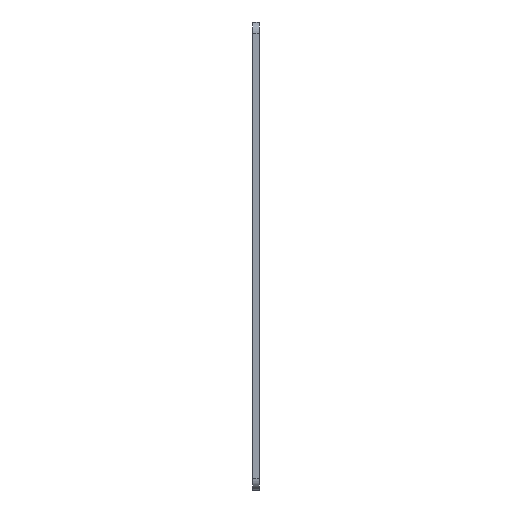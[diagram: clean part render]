
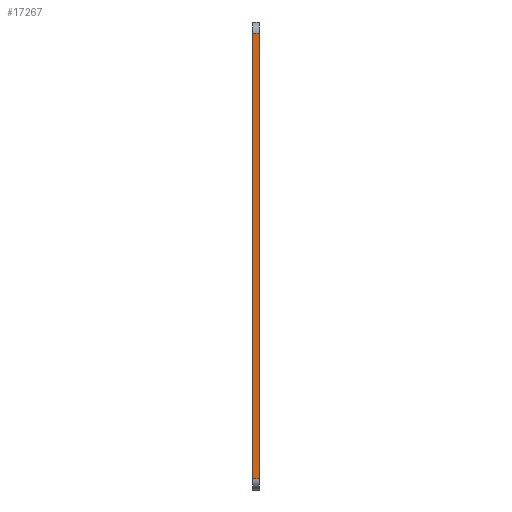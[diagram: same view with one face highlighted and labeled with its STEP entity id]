
A CAD part, left-side view. The second image highlights one B-rep face of the part: STEP entity #17267.
In plain terms, the highlighted planar face has unit normal (-1, 0, 0).
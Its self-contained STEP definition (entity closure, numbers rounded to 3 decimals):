
#652 = CARTESIAN_POINT ( 'NONE',  ( 209.441, 1.5, -81.45 ) ) ;
#747 = EDGE_CURVE ( 'NONE', #1195, #8004, #4874, .T. ) ;
#927 = EDGE_LOOP ( 'NONE', ( #1744, #19914, #6744, #8368 ) ) ;
#978 = LINE ( 'NONE', #7725, #7288 ) ;
#1195 = VERTEX_POINT ( 'NONE', #9907 ) ;
#1744 = ORIENTED_EDGE ( 'NONE', *, *, #19534, .T. ) ;
#1898 = VECTOR ( 'NONE', #21647, 1000. ) ;
#2528 = CARTESIAN_POINT ( 'NONE',  ( 209.441, 0., -182.3 ) ) ;
#3475 = VERTEX_POINT ( 'NONE', #652 ) ;
#4065 = DIRECTION ( 'NONE',  ( 0., 0., 1. ) ) ;
#4153 = DIRECTION ( 'NONE',  ( 0., 0., -1. ) ) ;
#4364 = CARTESIAN_POINT ( 'NONE',  ( 209.441, 0., -81.45 ) ) ;
#4874 = LINE ( 'NONE', #11332, #1898 ) ;
#5288 = DIRECTION ( 'NONE',  ( 0., -1., 0. ) ) ;
#6256 = FACE_OUTER_BOUND ( 'NONE', #927, .T. ) ;
#6744 = ORIENTED_EDGE ( 'NONE', *, *, #16965, .F. ) ;
#7288 = VECTOR ( 'NONE', #7624, 1000. ) ;
#7598 = DIRECTION ( 'NONE',  ( 1., 0., 0. ) ) ;
#7624 = DIRECTION ( 'NONE',  ( 0., 0., 1. ) ) ;
#7725 = CARTESIAN_POINT ( 'NONE',  ( 209.441, 1.5, -182.3 ) ) ;
#7919 = VECTOR ( 'NONE', #5288, 1000. ) ;
#8004 = VERTEX_POINT ( 'NONE', #2528 ) ;
#8368 = ORIENTED_EDGE ( 'NONE', *, *, #747, .T. ) ;
#9907 = CARTESIAN_POINT ( 'NONE',  ( 209.441, 1.5, -182.3 ) ) ;
#11172 = CARTESIAN_POINT ( 'NONE',  ( 209.441, 1.5, -182.3 ) ) ;
#11290 = CARTESIAN_POINT ( 'NONE',  ( 209.441, 0., -182.3 ) ) ;
#11332 = CARTESIAN_POINT ( 'NONE',  ( 209.441, 1.5, -182.3 ) ) ;
#12049 = EDGE_CURVE ( 'NONE', #3475, #15986, #15437, .T. ) ;
#13534 = CARTESIAN_POINT ( 'NONE',  ( 209.441, 1.5, -81.45 ) ) ;
#15437 = LINE ( 'NONE', #13534, #7919 ) ;
#15972 = LINE ( 'NONE', #11290, #21117 ) ;
#15986 = VERTEX_POINT ( 'NONE', #4364 ) ;
#16536 = AXIS2_PLACEMENT_3D ( 'NONE', #11172, #7598, #4153 ) ;
#16965 = EDGE_CURVE ( 'NONE', #1195, #3475, #978, .T. ) ;
#17267 = ADVANCED_FACE ( 'NONE', ( #6256 ), #18045, .F. ) ;
#18045 = PLANE ( 'NONE',  #16536 ) ;
#19534 = EDGE_CURVE ( 'NONE', #8004, #15986, #15972, .T. ) ;
#19914 = ORIENTED_EDGE ( 'NONE', *, *, #12049, .F. ) ;
#21117 = VECTOR ( 'NONE', #4065, 1000. ) ;
#21647 = DIRECTION ( 'NONE',  ( 0., -1., 0. ) ) ;
